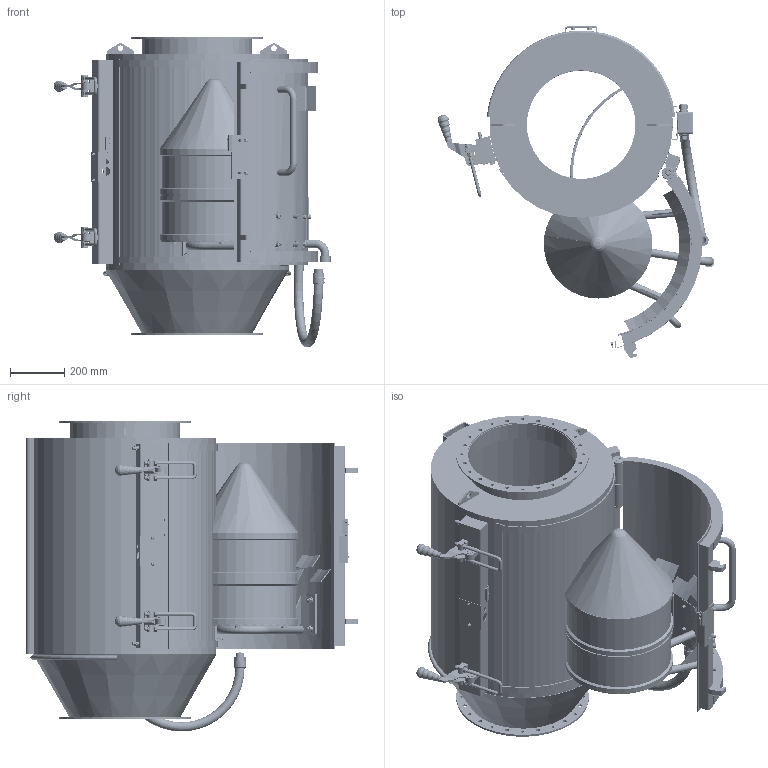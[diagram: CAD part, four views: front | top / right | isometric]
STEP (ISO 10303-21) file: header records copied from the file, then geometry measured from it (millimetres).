
FILE_DESCRIPTION(/* description */ (''),/* implementation_level */ '2;1');
FILE_NAME(/* name */ 'SPEB000065 - Customer.stp',/* time_stamp */ '2014-02-17T11:19:33+01:00',/* author */ ('bs'),/* organization */ (''),/* preprocessor_version */ 'ST-DEVELOPER v15.2',/* originating_system */ 'Autodesk Inventor 2014',/* authorisation */ '');
FILE_SCHEMA (('AUTOMOTIVE_DESIGN { 1 0 10303 214 3 1 1 }'));
Products named in the file (1): SPEB000065 - Customer
Bounding box: 1019.34 x 1220.35 x 1144.03 mm (x, y, z)
Volume: 19120917.3 mm3; surface area: 11169279.3 mm2
Topology: 38 solids, 49 shells, 6732 faces, 17479 edges, 11309 vertices
Faces by surface type: plane 3763, bspline 1213, cylinder 1089, cone 537, torus 116, sphere 14
Full cylindrical faces by diameter (mm): 2 x8, 2.459 x2, 3.242 x17, 3.3 x2, 3.5 x8, 4 x1, 4.134 x2, 4.917 x4, 5 x2, 6 x6, 7.4 x4, 8 x6, 8.2 x2, 8.4 x2, 10 x8, 10.106 x6, 10.3 x2, 11.053 x5, 11.5 x28, 12 x45, 12.4 x1, 13 x27, 13.5 x15, 14 x25, 14.5 x4, 16 x8, 16.5 x1, 17 x2, 17.2 x4, 18 x14
Entity records: 263592 total; most frequent: CARTESIAN_POINT 103864, ORIENTED_EDGE 33334, DIRECTION 27466, EDGE_CURVE 16627, VERTEX_POINT 11069, LINE 9954, VECTOR 9954, AXIS2_PLACEMENT_3D 8756
